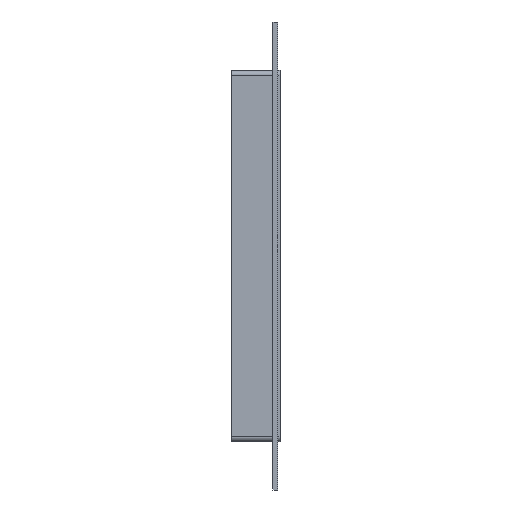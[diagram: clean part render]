
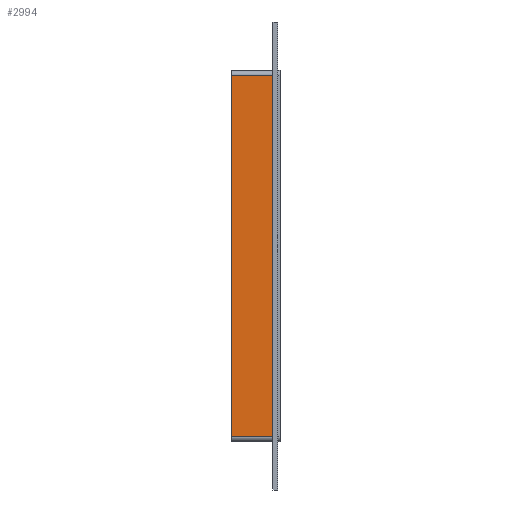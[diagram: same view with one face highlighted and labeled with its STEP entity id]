
A CAD part, left-side view. The second image highlights one B-rep face of the part: STEP entity #2994.
In plain terms, the highlighted planar face has unit normal (-1, 0, 0).
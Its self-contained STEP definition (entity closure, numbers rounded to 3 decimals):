
#1755=CARTESIAN_POINT('',(-327.25,57.0,-224.0));
#1756=VERTEX_POINT('',#1755);
#1764=CARTESIAN_POINT('',(-327.25,57.0,224.));
#1765=VERTEX_POINT('',#1764);
#1766=CARTESIAN_POINT('',(-327.25,57.0,-224.0));
#1767=DIRECTION('',(0.0,0.0,1.0));
#1768=VECTOR('',#1767,448.);
#1769=LINE('',#1766,#1768);
#1770=EDGE_CURVE('',#1756,#1765,#1769,.T.);
#2415=CARTESIAN_POINT('',(-327.25,6.,-224.0));
#2416=VERTEX_POINT('',#2415);
#2466=CARTESIAN_POINT('',(-327.25,6.,224.));
#2467=VERTEX_POINT('',#2466);
#2475=CARTESIAN_POINT('',(-327.25,6.,-224.0));
#2476=DIRECTION('',(0.0,0.0,1.0));
#2477=VECTOR('',#2476,448.);
#2478=LINE('',#2475,#2477);
#2479=EDGE_CURVE('',#2416,#2467,#2478,.T.);
#2967=CARTESIAN_POINT('',(-327.25,6.,-224.0));
#2968=DIRECTION('',(0.0,1.0,0.0));
#2969=VECTOR('',#2968,51.0);
#2970=LINE('',#2967,#2969);
#2971=EDGE_CURVE('',#2416,#1756,#2970,.T.);
#2978=CARTESIAN_POINT('',(-327.25,0.0,-230.0));
#2979=DIRECTION('',(-1.0,0.0,0.0));
#2980=DIRECTION('',(0.0,0.0,1.0));
#2981=AXIS2_PLACEMENT_3D('',#2978,#2979,#2980);
#2982=PLANE('',#2981);
#2983=ORIENTED_EDGE('',*,*,#2479,.T.);
#2984=CARTESIAN_POINT('',(-327.25,57.0,224.));
#2985=DIRECTION('',(0.0,-1.0,0.0));
#2986=VECTOR('',#2985,51.0);
#2987=LINE('',#2984,#2986);
#2988=EDGE_CURVE('',#1765,#2467,#2987,.T.);
#2989=ORIENTED_EDGE('',*,*,#2988,.F.);
#2990=ORIENTED_EDGE('',*,*,#1770,.F.);
#2991=ORIENTED_EDGE('',*,*,#2971,.F.);
#2992=EDGE_LOOP('',(#2983,#2989,#2990,#2991));
#2993=FACE_OUTER_BOUND('',#2992,.T.);
#2994=ADVANCED_FACE('',(#2993),#2982,.T.);
